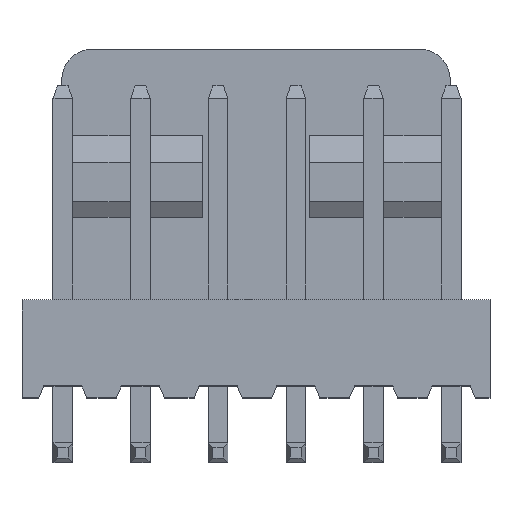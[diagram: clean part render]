
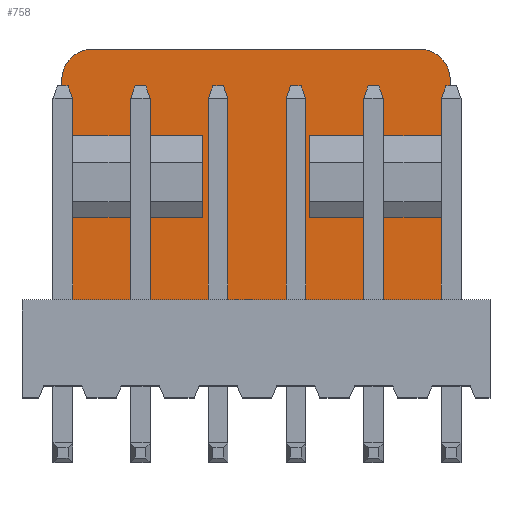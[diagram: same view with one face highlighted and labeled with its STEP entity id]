
A CAD part, top view. The second image highlights one B-rep face of the part: STEP entity #758.
In plain terms, the highlighted planar face has unit normal (0, 0, 1).
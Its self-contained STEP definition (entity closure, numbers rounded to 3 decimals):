
#335 = ORIENTED_EDGE ( 'NONE', *, *, #928, .F. ) ;
#337 = ORIENTED_EDGE ( 'NONE', *, *, #926, .F. ) ;
#338 = ORIENTED_EDGE ( 'NONE', *, *, #930, .F. ) ;
#340 = ORIENTED_EDGE ( 'NONE', *, *, #929, .F. ) ;
#341 = ORIENTED_EDGE ( 'NONE', *, *, #880, .T. ) ;
#342 = ORIENTED_EDGE ( 'NONE', *, *, #933, .T. ) ;
#343 = ORIENTED_EDGE ( 'NONE', *, *, #922, .F. ) ;
#344 = ORIENTED_EDGE ( 'NONE', *, *, #932, .F. ) ;
#345 = ORIENTED_EDGE ( 'NONE', *, *, #931, .T. ) ;
#347 = ORIENTED_EDGE ( 'NONE', *, *, #935, .T. ) ;
#348 = ORIENTED_EDGE ( 'NONE', *, *, #934, .F. ) ;
#349 = ORIENTED_EDGE ( 'NONE', *, *, #925, .T. ) ;
#404 = ORIENTED_EDGE ( 'NONE', *, *, #895, .F. ) ;
#405 = ORIENTED_EDGE ( 'NONE', *, *, #927, .T. ) ;
#758 = ADVANCED_FACE ( 'NONE', ( #2840 ), #3588, .T. ) ;
#880 = EDGE_CURVE ( 'NONE', #3270, #3246, #3011, .T. ) ;
#895 = EDGE_CURVE ( 'NONE', #3260, #3255, #3041, .T. ) ;
#922 = EDGE_CURVE ( 'NONE', #3280, #3224, #3095, .T. ) ;
#925 = EDGE_CURVE ( 'NONE', #3278, #1383, #3101, .T. ) ;
#926 = EDGE_CURVE ( 'NONE', #3227, #1379, #3103, .T. ) ;
#927 = EDGE_CURVE ( 'NONE', #3227, #1353, #3097, .T. ) ;
#928 = EDGE_CURVE ( 'NONE', #3270, #1353, #3107, .T. ) ;
#929 = EDGE_CURVE ( 'NONE', #3255, #3246, #3108, .T. ) ;
#930 = EDGE_CURVE ( 'NONE', #3279, #3260, #3110, .T. ) ;
#931 = EDGE_CURVE ( 'NONE', #3279, #1347, #3112, .T. ) ;
#932 = EDGE_CURVE ( 'NONE', #3224, #1347, #3114, .T. ) ;
#933 = EDGE_CURVE ( 'NONE', #3280, #3278, #3116, .T. ) ;
#934 = EDGE_CURVE ( 'NONE', #1344, #1383, #3118, .T. ) ;
#935 = EDGE_CURVE ( 'NONE', #1344, #1379, #3120, .T. ) ;
#1344 = VERTEX_POINT ( 'NONE', #4659 ) ;
#1347 = VERTEX_POINT ( 'NONE', #4661 ) ;
#1353 = VERTEX_POINT ( 'NONE', #4660 ) ;
#1379 = VERTEX_POINT ( 'NONE', #4671 ) ;
#1383 = VERTEX_POINT ( 'NONE', #4670 ) ;
#2114 = AXIS2_PLACEMENT_3D ( 'NONE', #3589, #3594, #3595 ) ;
#2840 = FACE_OUTER_BOUND ( 'NONE', #3231, .T. ) ;
#3011 = LINE ( 'NONE', #3975, #3014 ) ;
#3014 = VECTOR ( 'NONE', #3977, 1000. ) ;
#3041 = LINE ( 'NONE', #4005, #3044 ) ;
#3044 = VECTOR ( 'NONE', #4007, 1000. ) ;
#3095 = LINE ( 'NONE', #4058, #3098 ) ;
#3097 = CIRCLE ( 'NONE', #4906, 1. ) ;
#3098 = VECTOR ( 'NONE', #4060, 1000. ) ;
#3101 = LINE ( 'NONE', #4064, #3104 ) ;
#3103 = LINE ( 'NONE', #4066, #3106 ) ;
#3104 = VECTOR ( 'NONE', #4065, 1000. ) ;
#3106 = VECTOR ( 'NONE', #4068, 1000. ) ;
#3107 = LINE ( 'NONE', #4067, #3109 ) ;
#3108 = LINE ( 'NONE', #4074, #3111 ) ;
#3109 = VECTOR ( 'NONE', #4059, 1000. ) ;
#3110 = LINE ( 'NONE', #4076, #3113 ) ;
#3111 = VECTOR ( 'NONE', #4075, 1000. ) ;
#3112 = LINE ( 'NONE', #4078, #3115 ) ;
#3113 = VECTOR ( 'NONE', #4077, 1000. ) ;
#3114 = LINE ( 'NONE', #4080, #3117 ) ;
#3115 = VECTOR ( 'NONE', #4079, 1000. ) ;
#3116 = LINE ( 'NONE', #4082, #3119 ) ;
#3117 = VECTOR ( 'NONE', #4081, 1000. ) ;
#3118 = LINE ( 'NONE', #4084, #3121 ) ;
#3119 = VECTOR ( 'NONE', #4083, 1000. ) ;
#3120 = CIRCLE ( 'NONE', #4907, 1. ) ;
#3121 = VECTOR ( 'NONE', #4085, 1000. ) ;
#3224 = VERTEX_POINT ( 'NONE', #4734 ) ;
#3227 = VERTEX_POINT ( 'NONE', #4739 ) ;
#3231 = EDGE_LOOP ( 'NONE', ( #337, #405, #335, #341, #340, #404, #338, #345, #344, #343, #342, #349, #348, #347 ) ) ;
#3246 = VERTEX_POINT ( 'NONE', #4747 ) ;
#3255 = VERTEX_POINT ( 'NONE', #4756 ) ;
#3260 = VERTEX_POINT ( 'NONE', #4761 ) ;
#3270 = VERTEX_POINT ( 'NONE', #4771 ) ;
#3278 = VERTEX_POINT ( 'NONE', #4779 ) ;
#3279 = VERTEX_POINT ( 'NONE', #4780 ) ;
#3280 = VERTEX_POINT ( 'NONE', #4781 ) ;
#3588 = PLANE ( 'NONE',  #2114 ) ;
#3589 = CARTESIAN_POINT ( 'NONE',  ( 21.343, 53.751, -4.64 ) ) ;
#3594 = DIRECTION ( 'NONE',  ( 0., 0., 1. ) ) ;
#3595 = DIRECTION ( 'NONE',  ( 1., 0., 0. ) ) ;
#3975 = CARTESIAN_POINT ( 'NONE',  ( 21.343, 50.926, -4.64 ) ) ;
#3977 = DIRECTION ( 'NONE',  ( 1., 0., 0. ) ) ;
#4005 = CARTESIAN_POINT ( 'NONE',  ( 21.343, 48.254, -4.64 ) ) ;
#4007 = DIRECTION ( 'NONE',  ( 1., 0., 0. ) ) ;
#4058 = CARTESIAN_POINT ( 'NONE',  ( 21.343, 48.254, -4.64 ) ) ;
#4059 = DIRECTION ( 'NONE',  ( 0., 1., 0. ) ) ;
#4060 = DIRECTION ( 'NONE',  ( 1., 0., 0. ) ) ;
#4064 = CARTESIAN_POINT ( 'NONE',  ( 21.343, 50.926, -4.64 ) ) ;
#4065 = DIRECTION ( 'NONE',  ( 1., 0., 0. ) ) ;
#4066 = CARTESIAN_POINT ( 'NONE',  ( 21.343, 53.751, -4.64 ) ) ;
#4067 = CARTESIAN_POINT ( 'NONE',  ( 22.643, 53.751, -4.64 ) ) ;
#4068 = DIRECTION ( 'NONE',  ( 1., 0., 0. ) ) ;
#4071 = CARTESIAN_POINT ( 'NONE',  ( 23.643, 52.751, -4.64 ) ) ;
#4072 = DIRECTION ( 'NONE',  ( 0., 0., 1. ) ) ;
#4073 = DIRECTION ( 'NONE',  ( 1., 0., 0. ) ) ;
#4074 = CARTESIAN_POINT ( 'NONE',  ( 27.243, 41.996, -4.64 ) ) ;
#4075 = DIRECTION ( 'NONE',  ( 0., 1., 0. ) ) ;
#4076 = CARTESIAN_POINT ( 'NONE',  ( 22.643, 48.254, -4.64 ) ) ;
#4077 = DIRECTION ( 'NONE',  ( 0., 1., 0. ) ) ;
#4078 = CARTESIAN_POINT ( 'NONE',  ( 21.343, 45.547, -4.64 ) ) ;
#4079 = DIRECTION ( 'NONE',  ( 1., 0., 0. ) ) ;
#4080 = CARTESIAN_POINT ( 'NONE',  ( 35.343, 48.254, -4.64 ) ) ;
#4081 = DIRECTION ( 'NONE',  ( 0., -1., 0. ) ) ;
#4082 = CARTESIAN_POINT ( 'NONE',  ( 30.743, 41.996, -4.64 ) ) ;
#4083 = DIRECTION ( 'NONE',  ( 0., 1., 0. ) ) ;
#4084 = CARTESIAN_POINT ( 'NONE',  ( 35.343, 53.751, -4.64 ) ) ;
#4085 = DIRECTION ( 'NONE',  ( 0., -1., 0. ) ) ;
#4087 = CARTESIAN_POINT ( 'NONE',  ( 34.343, 52.751, -4.64 ) ) ;
#4088 = DIRECTION ( 'NONE',  ( 0., 0., 1. ) ) ;
#4089 = DIRECTION ( 'NONE',  ( 1., 0., 0. ) ) ;
#4659 = CARTESIAN_POINT ( 'NONE',  ( 35.343, 52.751, -4.64 ) ) ;
#4660 = CARTESIAN_POINT ( 'NONE',  ( 22.643, 52.751, -4.64 ) ) ;
#4661 = CARTESIAN_POINT ( 'NONE',  ( 35.343, 45.547, -4.64 ) ) ;
#4670 = CARTESIAN_POINT ( 'NONE',  ( 35.343, 50.926, -4.64 ) ) ;
#4671 = CARTESIAN_POINT ( 'NONE',  ( 34.343, 53.751, -4.64 ) ) ;
#4734 = CARTESIAN_POINT ( 'NONE',  ( 35.343, 48.254, -4.64 ) ) ;
#4739 = CARTESIAN_POINT ( 'NONE',  ( 23.643, 53.751, -4.64 ) ) ;
#4747 = CARTESIAN_POINT ( 'NONE',  ( 27.243, 50.926, -4.64 ) ) ;
#4756 = CARTESIAN_POINT ( 'NONE',  ( 27.243, 48.254, -4.64 ) ) ;
#4761 = CARTESIAN_POINT ( 'NONE',  ( 22.643, 48.254, -4.64 ) ) ;
#4771 = CARTESIAN_POINT ( 'NONE',  ( 22.643, 50.926, -4.64 ) ) ;
#4779 = CARTESIAN_POINT ( 'NONE',  ( 30.743, 50.926, -4.64 ) ) ;
#4780 = CARTESIAN_POINT ( 'NONE',  ( 22.643, 45.547, -4.64 ) ) ;
#4781 = CARTESIAN_POINT ( 'NONE',  ( 30.743, 48.254, -4.64 ) ) ;
#4906 = AXIS2_PLACEMENT_3D ( 'NONE', #4071, #4072, #4073 ) ;
#4907 = AXIS2_PLACEMENT_3D ( 'NONE', #4087, #4088, #4089 ) ;
